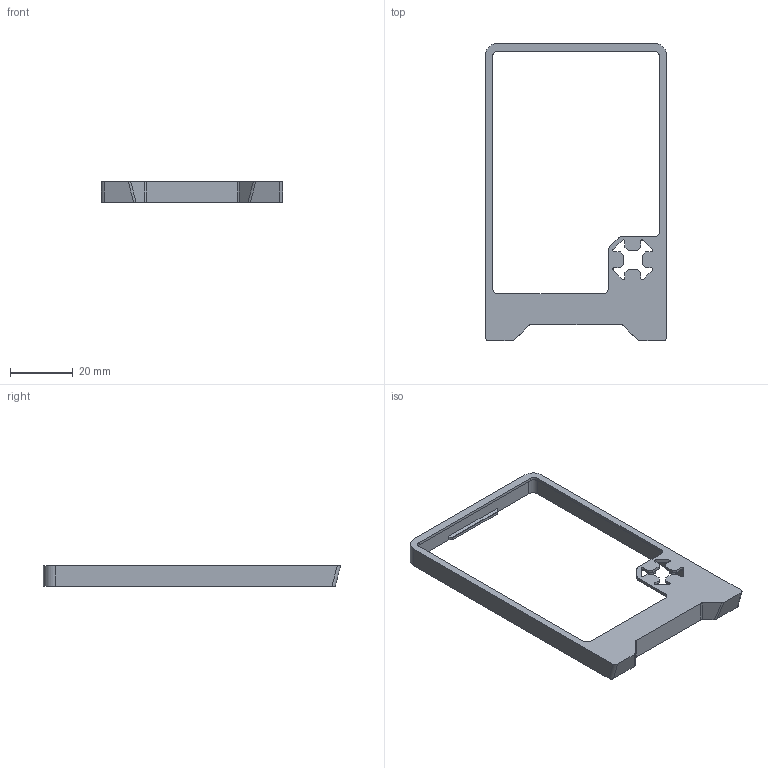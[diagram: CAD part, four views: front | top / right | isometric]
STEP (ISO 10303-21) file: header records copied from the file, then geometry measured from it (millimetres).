
FILE_DESCRIPTION(/* description */ (''),/* implementation_level */ '2;1');
FILE_NAME(/* name */ 'case.step',/* time_stamp */ '2021-10-10T13:22:36-05:00',/* author */ (''),/* organization */ (''),/* preprocessor_version */ 'ST-DEVELOPER v18.1',/* originating_system */ 'Autodesk Translation Framework v10.10.0.1391',/* authorisation */ '');
FILE_SCHEMA (('AUTOMOTIVE_DESIGN { 1 0 10303 214 3 1 1 }'));
Length unit declared in the file: millimetre
Products named in the file (3): Case Final; CardClock; Case
Assembly tree (2 placements, depth 3):
  Case Final
    CardClock
      Case
Bounding box: 57.6 x 94.48 x 6.5 mm (x, y, z)
Volume: 4380.1 mm3; surface area: 6798.9 mm2
Topology: 1 solids, 1 shells, 112 faces, 312 edges, 208 vertices
Faces by surface type: plane 73, cylinder 35, torus 4
Full cylindrical faces by diameter (mm): 2.584 x4
Entity records: 3685 total; most frequent: CARTESIAN_POINT 643, DIRECTION 626, ORIENTED_EDGE 624, EDGE_CURVE 312, LINE 228, VECTOR 228, VERTEX_POINT 208, AXIS2_PLACEMENT_3D 199
